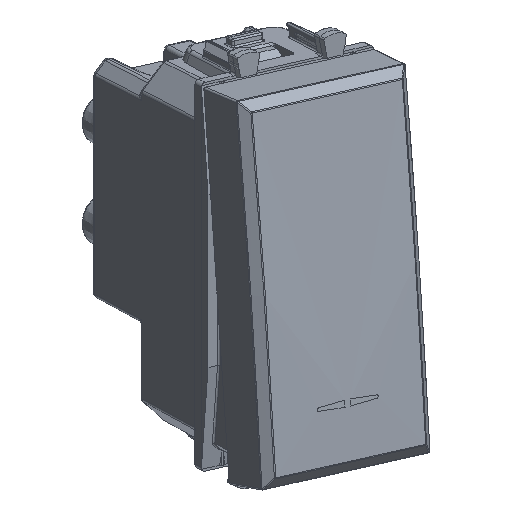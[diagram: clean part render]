
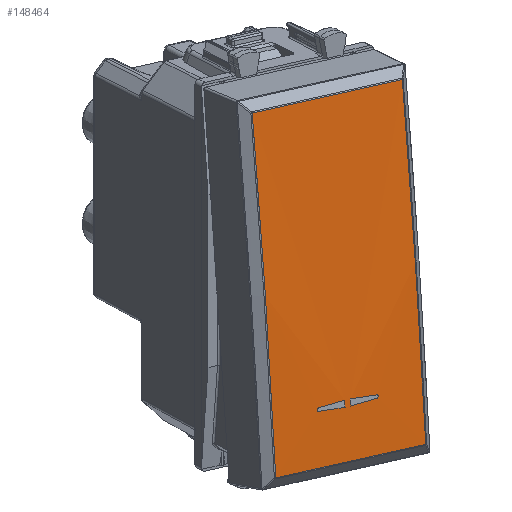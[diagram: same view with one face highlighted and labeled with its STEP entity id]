
A CAD part, top view. The second image highlights one B-rep face of the part: STEP entity #148464.
In plain terms, the highlighted cylindrical face has radius 791.456 mm (diameter 1582.91 mm), a partial arc.
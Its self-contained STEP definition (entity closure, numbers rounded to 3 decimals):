
#148345=CARTESIAN_POINT('Axis2P3D Location',(0.,0.,-775.856)) ;
#148351=CARTESIAN_POINT('Control Point',(9.75,-20.496,15.335)) ;
#148352=CARTESIAN_POINT('Control Point',(9.741,-6.835,15.688)) ;
#148353=CARTESIAN_POINT('Control Point',(9.741,6.835,15.688)) ;
#148354=CARTESIAN_POINT('Control Point',(9.75,20.496,15.335)) ;
#148355=CARTESIAN_POINT('Vertex',(9.75,-20.496,15.335)) ;
#148357=CARTESIAN_POINT('Vertex',(9.75,20.496,15.335)) ;
#148360=CARTESIAN_POINT('Line Origine',(0.,20.496,15.335)) ;
#148364=CARTESIAN_POINT('Vertex',(-9.75,20.496,15.335)) ;
#148368=CARTESIAN_POINT('Control Point',(-9.75,-20.496,15.335)) ;
#148369=CARTESIAN_POINT('Control Point',(-9.741,-6.835,15.688)) ;
#148370=CARTESIAN_POINT('Control Point',(-9.741,6.835,15.688)) ;
#148371=CARTESIAN_POINT('Control Point',(-9.75,20.496,15.335)) ;
#148372=CARTESIAN_POINT('Vertex',(-9.75,-20.496,15.335)) ;
#148375=CARTESIAN_POINT('Line Origine',(0.,-20.496,15.335)) ;
#148387=CARTESIAN_POINT('Control Point',(3.77,-13.751,15.481)) ;
#148388=CARTESIAN_POINT('Control Point',(2.642,-13.636,15.483)) ;
#148389=CARTESIAN_POINT('Control Point',(1.509,-13.569,15.484)) ;
#148390=CARTESIAN_POINT('Control Point',(0.375,-13.55,15.484)) ;
#148391=CARTESIAN_POINT('Vertex',(0.375,-13.55,15.484)) ;
#148393=CARTESIAN_POINT('Vertex',(3.77,-13.751,15.481)) ;
#148397=CARTESIAN_POINT('Control Point',(3.77,-14.149,15.474)) ;
#148398=CARTESIAN_POINT('Control Point',(3.887,-14.137,15.474)) ;
#148399=CARTESIAN_POINT('Control Point',(3.999,-14.04,15.475)) ;
#148400=CARTESIAN_POINT('Control Point',(3.999,-13.86,15.479)) ;
#148401=CARTESIAN_POINT('Control Point',(3.887,-13.763,15.48)) ;
#148402=CARTESIAN_POINT('Control Point',(3.77,-13.751,15.481)) ;
#148403=CARTESIAN_POINT('Vertex',(3.77,-14.149,15.474)) ;
#148407=CARTESIAN_POINT('Control Point',(0.375,-14.35,15.47)) ;
#148408=CARTESIAN_POINT('Control Point',(1.509,-14.331,15.47)) ;
#148409=CARTESIAN_POINT('Control Point',(2.642,-14.264,15.471)) ;
#148410=CARTESIAN_POINT('Control Point',(3.77,-14.149,15.474)) ;
#148411=CARTESIAN_POINT('Vertex',(0.375,-14.35,15.47)) ;
#148414=CARTESIAN_POINT('Axis2P3D Location',(0.375,0.,-775.856)) ;
#148425=CARTESIAN_POINT('Axis2P3D Location',(-0.375,0.,-775.856)) ;
#148429=CARTESIAN_POINT('Vertex',(-0.375,-13.55,15.484)) ;
#148431=CARTESIAN_POINT('Vertex',(-0.375,-14.35,15.47)) ;
#148435=CARTESIAN_POINT('Control Point',(-0.375,-14.35,15.47)) ;
#148436=CARTESIAN_POINT('Control Point',(-1.509,-14.331,15.47)) ;
#148437=CARTESIAN_POINT('Control Point',(-2.642,-14.264,15.471)) ;
#148438=CARTESIAN_POINT('Control Point',(-3.77,-14.149,15.474)) ;
#148439=CARTESIAN_POINT('Vertex',(-3.77,-14.149,15.474)) ;
#148443=CARTESIAN_POINT('Control Point',(-3.77,-14.149,15.474)) ;
#148444=CARTESIAN_POINT('Control Point',(-3.887,-14.137,15.474)) ;
#148445=CARTESIAN_POINT('Control Point',(-3.999,-14.04,15.475)) ;
#148446=CARTESIAN_POINT('Control Point',(-3.999,-13.86,15.479)) ;
#148447=CARTESIAN_POINT('Control Point',(-3.887,-13.763,15.48)) ;
#148448=CARTESIAN_POINT('Control Point',(-3.77,-13.751,15.481)) ;
#148449=CARTESIAN_POINT('Vertex',(-3.77,-13.751,15.481)) ;
#148453=CARTESIAN_POINT('Control Point',(-3.77,-13.751,15.481)) ;
#148454=CARTESIAN_POINT('Control Point',(-2.642,-13.636,15.483)) ;
#148455=CARTESIAN_POINT('Control Point',(-1.509,-13.569,15.484)) ;
#148456=CARTESIAN_POINT('Control Point',(-0.375,-13.55,15.484)) ;
#148346=DIRECTION('Axis2P3D Direction',(-1.,0.,0.)) ;
#148347=DIRECTION('Axis2P3D XDirection',(0.,-0.028,1.)) ;
#148361=DIRECTION('Vector Direction',(-1.,0.,0.)) ;
#148376=DIRECTION('Vector Direction',(-1.,0.,0.)) ;
#148415=DIRECTION('Axis2P3D Direction',(-1.,0.,0.)) ;
#148426=DIRECTION('Axis2P3D Direction',(-1.,0.,0.)) ;
#148348=AXIS2_PLACEMENT_3D('Cylinder Axis2P3D',#148345,#148346,#148347) ;
#148416=AXIS2_PLACEMENT_3D('Circle Axis2P3D',#148414,#148415,$) ;
#148427=AXIS2_PLACEMENT_3D('Circle Axis2P3D',#148425,#148426,$) ;
#148381=ORIENTED_EDGE('',*,*,#148359,.T.) ;
#148382=ORIENTED_EDGE('',*,*,#148366,.T.) ;
#148383=ORIENTED_EDGE('',*,*,#148374,.T.) ;
#148384=ORIENTED_EDGE('',*,*,#148379,.T.) ;
#148420=ORIENTED_EDGE('',*,*,#148395,.T.) ;
#148421=ORIENTED_EDGE('',*,*,#148405,.T.) ;
#148422=ORIENTED_EDGE('',*,*,#148413,.T.) ;
#148423=ORIENTED_EDGE('',*,*,#148418,.T.) ;
#148459=ORIENTED_EDGE('',*,*,#148433,.T.) ;
#148460=ORIENTED_EDGE('',*,*,#148441,.T.) ;
#148461=ORIENTED_EDGE('',*,*,#148451,.T.) ;
#148462=ORIENTED_EDGE('',*,*,#148457,.T.) ;
#148424=FACE_BOUND('',#148419,.T.) ;
#148463=FACE_BOUND('',#148458,.T.) ;
#148362=VECTOR('Line Direction',#148361,1.) ;
#148377=VECTOR('Line Direction',#148376,1.) ;
#148464=ADVANCED_FACE('PartBody',(#148385,#148424,#148463),#148349,.T.) ;
#148350=B_SPLINE_CURVE_WITH_KNOTS('',3,(#148351,#148352,#148353,#148354),.UNSPECIFIED.,.F.,.U.,(4,4),(17.303,88.274),.UNSPECIFIED.) ;
#148367=B_SPLINE_CURVE_WITH_KNOTS('',3,(#148368,#148369,#148370,#148371),.UNSPECIFIED.,.F.,.U.,(4,4),(17.303,88.274),.UNSPECIFIED.) ;
#148386=B_SPLINE_CURVE_WITH_KNOTS('',3,(#148387,#148388,#148389,#148390),.UNSPECIFIED.,.F.,.U.,(4,4),(0.,4.812),.UNSPECIFIED.) ;
#148396=B_SPLINE_CURVE_WITH_KNOTS('',5,(#148397,#148398,#148399,#148400,#148401,#148402),.UNSPECIFIED.,.F.,.U.,(6,6),(0.,0.83),.UNSPECIFIED.) ;
#148406=B_SPLINE_CURVE_WITH_KNOTS('',3,(#148407,#148408,#148409,#148410),.UNSPECIFIED.,.F.,.U.,(4,4),(0.,4.812),.UNSPECIFIED.) ;
#148434=B_SPLINE_CURVE_WITH_KNOTS('',3,(#148435,#148436,#148437,#148438),.UNSPECIFIED.,.F.,.U.,(4,4),(0.,4.812),.UNSPECIFIED.) ;
#148442=B_SPLINE_CURVE_WITH_KNOTS('',5,(#148443,#148444,#148445,#148446,#148447,#148448),.UNSPECIFIED.,.F.,.U.,(6,6),(0.,0.83),.UNSPECIFIED.) ;
#148452=B_SPLINE_CURVE_WITH_KNOTS('',3,(#148453,#148454,#148455,#148456),.UNSPECIFIED.,.F.,.U.,(4,4),(0.,4.812),.UNSPECIFIED.) ;
#148417=CIRCLE('generated circle',#148416,791.456) ;
#148428=CIRCLE('generated circle',#148427,791.456) ;
#148349=CYLINDRICAL_SURFACE('generated cylinder',#148348,791.456) ;
#148359=EDGE_CURVE('',#148356,#148358,#148350,.T.) ;
#148366=EDGE_CURVE('',#148358,#148365,#148363,.T.) ;
#148374=EDGE_CURVE('',#148365,#148373,#148367,.F.) ;
#148379=EDGE_CURVE('',#148373,#148356,#148378,.F.) ;
#148395=EDGE_CURVE('',#148392,#148394,#148386,.F.) ;
#148405=EDGE_CURVE('',#148394,#148404,#148396,.F.) ;
#148413=EDGE_CURVE('',#148404,#148412,#148406,.F.) ;
#148418=EDGE_CURVE('',#148412,#148392,#148417,.T.) ;
#148433=EDGE_CURVE('',#148430,#148432,#148428,.F.) ;
#148441=EDGE_CURVE('',#148432,#148440,#148434,.T.) ;
#148451=EDGE_CURVE('',#148440,#148450,#148442,.T.) ;
#148457=EDGE_CURVE('',#148450,#148430,#148452,.T.) ;
#148380=EDGE_LOOP('',(#148381,#148382,#148383,#148384)) ;
#148419=EDGE_LOOP('',(#148420,#148421,#148422,#148423)) ;
#148458=EDGE_LOOP('',(#148459,#148460,#148461,#148462)) ;
#148385=FACE_OUTER_BOUND('',#148380,.T.) ;
#148363=LINE('Line',#148360,#148362) ;
#148378=LINE('Line',#148375,#148377) ;
#148356=VERTEX_POINT('',#148355) ;
#148358=VERTEX_POINT('',#148357) ;
#148365=VERTEX_POINT('',#148364) ;
#148373=VERTEX_POINT('',#148372) ;
#148392=VERTEX_POINT('',#148391) ;
#148394=VERTEX_POINT('',#148393) ;
#148404=VERTEX_POINT('',#148403) ;
#148412=VERTEX_POINT('',#148411) ;
#148430=VERTEX_POINT('',#148429) ;
#148432=VERTEX_POINT('',#148431) ;
#148440=VERTEX_POINT('',#148439) ;
#148450=VERTEX_POINT('',#148449) ;
